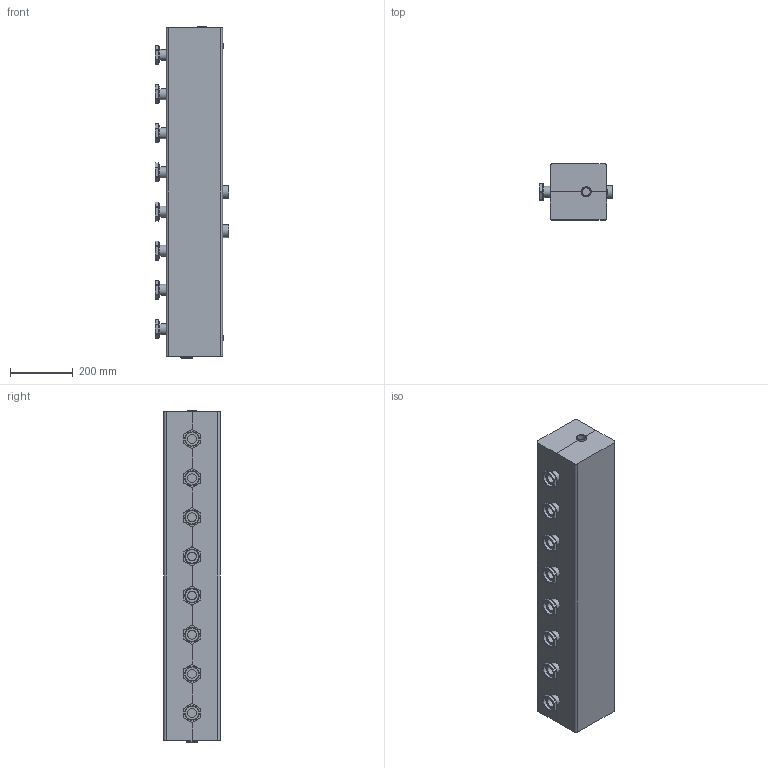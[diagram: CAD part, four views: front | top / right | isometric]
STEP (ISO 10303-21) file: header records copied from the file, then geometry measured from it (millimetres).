
FILE_DESCRIPTION(/* description */ (''),/* implementation_level */ '2;1');
FILE_NAME(/* name */ 'C100 4F DN25.stp',/* time_stamp */ '2015-09-29T20:54:28+02:00',/* author */ ('ARTUR'),/* organization */ (''),/* preprocessor_version */ 'ST-DEVELOPER v15.6',/* originating_system */ 'Autodesk Inventor 2015',/* authorisation */ '');
FILE_SCHEMA (('CONFIG_CONTROL_DESIGN'));
Length unit declared in the file: millimetre
Products named in the file (5): C1004F-01.00; C1004F-02.00; nakrętka GW 1 1_2; C1004F-02.00_MIR; C100 4F DN25
Bounding box: 235 x 180 x 1060 mm (x, y, z)
Volume: 33857173.5 mm3; surface area: 2021500.1 mm2
Topology: 11 solids, 11 shells, 385 faces, 878 edges, 559 vertices
Faces by surface type: plane 210, cylinder 136, torus 24, cone 15
Full cylindrical faces by diameter (mm): 8 x2, 20 x2, 25 x1, 28 x8, 30 x1, 33 x1, 35 x10, 36 x8, 37 x1, 41 x2, 45 x8, 51 x8
Entity records: 5437 total; most frequent: DIRECTION 988, CARTESIAN_POINT 884, ORIENTED_EDGE 774, AXIS2_PLACEMENT_3D 389, EDGE_CURVE 387, VERTEX_POINT 285, EDGE_LOOP 284, LINE 210
